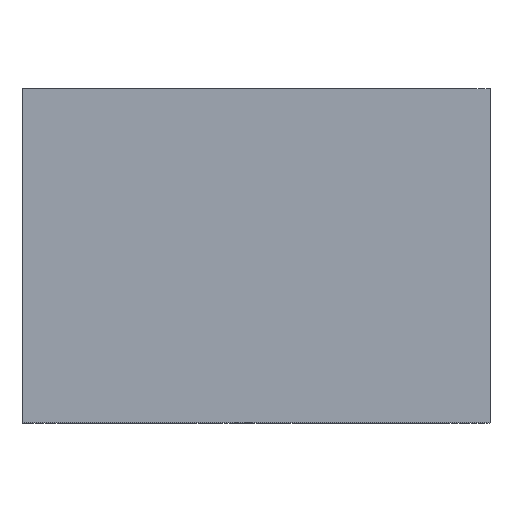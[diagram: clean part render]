
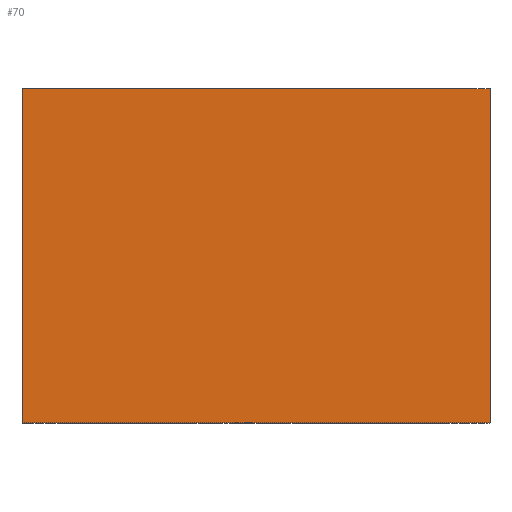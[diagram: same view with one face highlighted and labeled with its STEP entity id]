
A CAD part, top view. The second image highlights one B-rep face of the part: STEP entity #70.
In plain terms, the highlighted planar face has unit normal (0, 0, 1).
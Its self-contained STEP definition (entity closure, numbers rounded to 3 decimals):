
#70=ADVANCED_FACE('',(#208),#210,.T.);
#208=FACE_BOUND('',#209,.T.);
#209=EDGE_LOOP('',(#375,#376,#377,#378));
#210=PLANE('',#211);
#211=AXIS2_PLACEMENT_3D('',#212,#213,#214);
#212=CARTESIAN_POINT('',(0.,0.,2.));
#213=DIRECTION('',(0.,0.,1.));
#214=DIRECTION('',(-1.,0.,0.));
#375=ORIENTED_EDGE('',*,*,#453,.T.);
#376=ORIENTED_EDGE('',*,*,#475,.T.);
#377=ORIENTED_EDGE('',*,*,#464,.T.);
#378=ORIENTED_EDGE('',*,*,#462,.T.);
#453=EDGE_CURVE('',#547,#545,#548,.T.);
#462=EDGE_CURVE('',#562,#547,#563,.T.);
#464=EDGE_CURVE('',#565,#562,#566,.T.);
#475=EDGE_CURVE('',#545,#565,#582,.T.);
#545=VERTEX_POINT('',#891);
#547=VERTEX_POINT('',#895);
#548=LINE('',#896,#897);
#562=VERTEX_POINT('',#932);
#563=LINE('',#933,#934);
#565=VERTEX_POINT('',#939);
#566=LINE('',#940,#941);
#582=LINE('',#1051,#1052);
#891=CARTESIAN_POINT('',(10.,-7.5,2.));
#895=CARTESIAN_POINT('',(-11.,-7.5,2.));
#896=CARTESIAN_POINT('',(-11.,-7.5,2.));
#897=VECTOR('',#898,1.);
#898=DIRECTION('',(1.,0.,0.));
#932=CARTESIAN_POINT('',(-11.,7.5,2.));
#933=CARTESIAN_POINT('',(-11.,7.5,2.));
#934=VECTOR('',#935,1.);
#935=DIRECTION('',(0.,-1.,0.));
#939=CARTESIAN_POINT('',(10.,7.5,2.));
#940=CARTESIAN_POINT('',(10.,7.5,2.));
#941=VECTOR('',#942,1.);
#942=DIRECTION('',(-1.,0.,0.));
#1051=CARTESIAN_POINT('',(10.,-7.5,2.));
#1052=VECTOR('',#1053,1.);
#1053=DIRECTION('',(0.,1.,0.));
